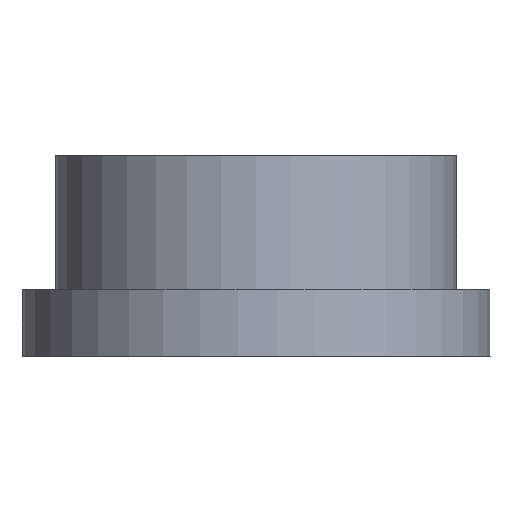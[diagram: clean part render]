
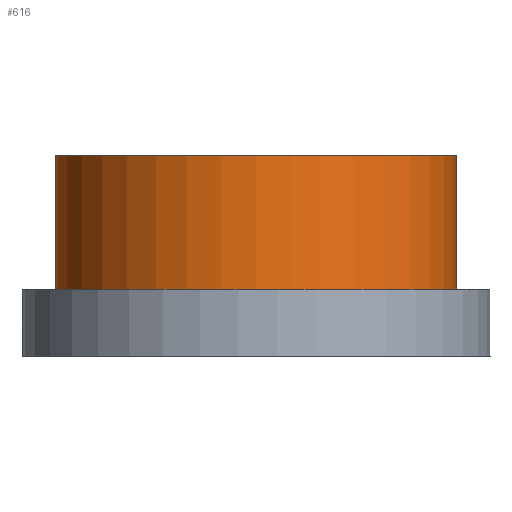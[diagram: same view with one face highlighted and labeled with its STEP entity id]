
A CAD part, front view. The second image highlights one B-rep face of the part: STEP entity #616.
In plain terms, the highlighted cylindrical face has radius 3 mm (diameter 6 mm), a partial arc.
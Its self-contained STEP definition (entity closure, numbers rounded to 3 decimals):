
#15=CYLINDRICAL_SURFACE('',#654,3.);
#22=CIRCLE('',#649,3.);
#24=CIRCLE('',#655,3.);
#58=FACE_OUTER_BOUND('',#93,.T.);
#93=EDGE_LOOP('',(#529,#530,#531,#532));
#158=LINE('',#948,#234);
#168=LINE('',#969,#244);
#234=VECTOR('',#769,10.);
#244=VECTOR('',#789,10.);
#293=VERTEX_POINT('',#945);
#294=VERTEX_POINT('',#947);
#298=VERTEX_POINT('',#959);
#300=VERTEX_POINT('',#967);
#367=EDGE_CURVE('',#294,#293,#158,.T.);
#374=EDGE_CURVE('',#298,#293,#22,.T.);
#378=EDGE_CURVE('',#300,#298,#168,.T.);
#380=EDGE_CURVE('',#294,#300,#24,.T.);
#529=ORIENTED_EDGE('',*,*,#380,.F.);
#530=ORIENTED_EDGE('',*,*,#367,.T.);
#531=ORIENTED_EDGE('',*,*,#374,.F.);
#532=ORIENTED_EDGE('',*,*,#378,.F.);
#616=ADVANCED_FACE('',(#58),#15,.T.);
#649=AXIS2_PLACEMENT_3D('',#961,#780,#781);
#654=AXIS2_PLACEMENT_3D('',#972,#794,#795);
#655=AXIS2_PLACEMENT_3D('',#973,#796,#797);
#769=DIRECTION('',(-0.001,0.,1.));
#780=DIRECTION('center_axis',(-0.001,0.,
1.));
#781=DIRECTION('ref_axis',(-1.,0.001,-0.001));
#789=DIRECTION('',(-0.001,0.,1.));
#794=DIRECTION('center_axis',(-0.001,0.,
1.));
#795=DIRECTION('ref_axis',(0.,-1.,0.));
#796=DIRECTION('center_axis',(0.001,0.,
-1.));
#797=DIRECTION('ref_axis',(-1.,0.001,-0.001));
#945=CARTESIAN_POINT('',(-14.885,-8.332,0.347));
#947=CARTESIAN_POINT('',(-14.884,-8.332,-1.653));
#948=CARTESIAN_POINT('',(-14.884,-8.332,-1.653));
#959=CARTESIAN_POINT('',(-20.885,-8.33,0.343));
#961=CARTESIAN_POINT('Origin',(-17.885,-8.332,0.345));
#967=CARTESIAN_POINT('',(-20.884,-8.33,-1.657));
#969=CARTESIAN_POINT('',(-20.884,-8.33,-1.657));
#972=CARTESIAN_POINT('Origin',(-17.884,-8.332,-1.655));
#973=CARTESIAN_POINT('Origin',(-17.884,-8.332,-1.655));
